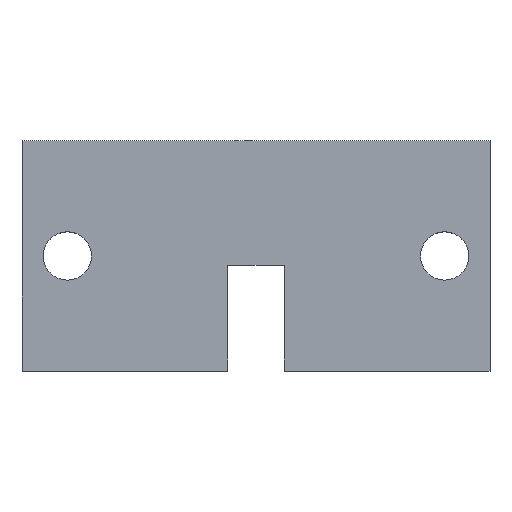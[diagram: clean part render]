
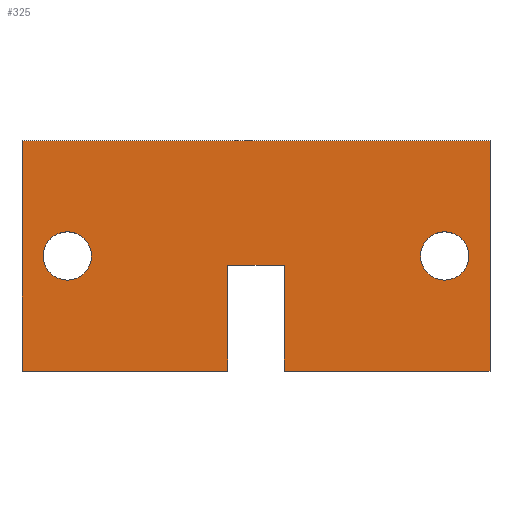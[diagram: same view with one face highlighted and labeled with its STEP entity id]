
A CAD part, top view. The second image highlights one B-rep face of the part: STEP entity #325.
In plain terms, the highlighted planar face has unit normal (0, 0, 1).
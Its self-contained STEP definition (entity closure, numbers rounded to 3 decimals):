
#14=DIRECTION('',(1.,0.,0.));
#15=VECTOR('',#14,13.843);
#16=CARTESIAN_POINT('',(-15.748,-7.747,3.048));
#17=LINE('',#16,#15);
#78=DIRECTION('',(0.,-1.,0.));
#79=VECTOR('',#78,7.112);
#80=CARTESIAN_POINT('',(-1.905,-0.635,3.048));
#81=LINE('',#80,#79);
#82=DIRECTION('',(0.,1.,0.));
#83=VECTOR('',#82,7.112);
#84=CARTESIAN_POINT('',(1.905,-7.747,3.048));
#85=LINE('',#84,#83);
#86=DIRECTION('',(-1.,0.,0.));
#87=VECTOR('',#86,3.81);
#88=CARTESIAN_POINT('',(1.905,-0.635,3.048));
#89=LINE('',#88,#87);
#90=CARTESIAN_POINT('',(12.7,0.,3.048));
#91=DIRECTION('',(0.,0.,1.));
#92=DIRECTION('',(-1.,0.,0.));
#93=AXIS2_PLACEMENT_3D('',#90,#91,#92);
#95=CARTESIAN_POINT('',(12.7,0.,3.048));
#96=DIRECTION('',(0.,0.,1.));
#97=DIRECTION('',(1.,0.,0.));
#98=AXIS2_PLACEMENT_3D('',#95,#96,#97);
#100=CARTESIAN_POINT('',(-12.7,0.,3.048));
#101=DIRECTION('',(0.,0.,1.));
#102=DIRECTION('',(-1.,0.,0.));
#103=AXIS2_PLACEMENT_3D('',#100,#101,#102);
#105=CARTESIAN_POINT('',(-12.7,0.,3.048));
#106=DIRECTION('',(0.,0.,1.));
#107=DIRECTION('',(1.,0.,0.));
#108=AXIS2_PLACEMENT_3D('',#105,#106,#107);
#110=DIRECTION('',(0.,-1.,0.));
#111=VECTOR('',#110,15.494);
#112=CARTESIAN_POINT('',(-15.748,7.747,3.048));
#113=LINE('',#112,#111);
#118=DIRECTION('',(-1.,0.,0.));
#119=VECTOR('',#118,31.496);
#120=CARTESIAN_POINT('',(15.748,7.747,3.048));
#121=LINE('',#120,#119);
#126=DIRECTION('',(0.,1.,0.));
#127=VECTOR('',#126,15.494);
#128=CARTESIAN_POINT('',(15.748,-7.747,3.048));
#129=LINE('',#128,#127);
#134=DIRECTION('',(1.,0.,0.));
#135=VECTOR('',#134,13.843);
#136=CARTESIAN_POINT('',(1.905,-7.747,3.048));
#137=LINE('',#136,#135);
#170=CARTESIAN_POINT('',(-15.748,-7.747,3.048));
#171=VERTEX_POINT('',#170);
#172=CARTESIAN_POINT('',(-1.905,-7.747,3.048));
#173=VERTEX_POINT('',#172);
#194=CARTESIAN_POINT('',(14.326,0.,3.048));
#195=CARTESIAN_POINT('',(11.074,0.,3.048));
#196=VERTEX_POINT('',#194);
#197=VERTEX_POINT('',#195);
#198=CARTESIAN_POINT('',(-1.905,-0.635,3.048));
#199=VERTEX_POINT('',#198);
#200=CARTESIAN_POINT('',(-15.748,7.747,3.048));
#201=VERTEX_POINT('',#200);
#202=CARTESIAN_POINT('',(15.748,7.747,3.048));
#203=VERTEX_POINT('',#202);
#204=CARTESIAN_POINT('',(15.748,-7.747,3.048));
#205=VERTEX_POINT('',#204);
#206=CARTESIAN_POINT('',(1.905,-7.747,3.048));
#207=VERTEX_POINT('',#206);
#208=CARTESIAN_POINT('',(1.905,-0.635,3.048));
#209=VERTEX_POINT('',#208);
#210=CARTESIAN_POINT('',(-14.326,0.,3.048));
#211=CARTESIAN_POINT('',(-11.074,0.,3.048));
#212=VERTEX_POINT('',#210);
#213=VERTEX_POINT('',#211);
#293=CARTESIAN_POINT('',(0.,0.,3.048));
#294=DIRECTION('',(0.,0.,1.));
#295=DIRECTION('',(1.,0.,0.));
#296=AXIS2_PLACEMENT_3D('',#293,#294,#295);
#297=PLANE('',#296);
#298=ORIENTED_EDGE('',*,*,#286,.T.);
#299=ORIENTED_EDGE('',*,*,#223,.F.);
#301=ORIENTED_EDGE('',*,*,#300,.F.);
#303=ORIENTED_EDGE('',*,*,#302,.F.);
#305=ORIENTED_EDGE('',*,*,#304,.F.);
#307=ORIENTED_EDGE('',*,*,#306,.F.);
#309=ORIENTED_EDGE('',*,*,#308,.T.);
#310=ORIENTED_EDGE('',*,*,#273,.T.);
#311=EDGE_LOOP('',(#298,#299,#301,#303,#305,#307,#309,#310));
#312=FACE_OUTER_BOUND('',#311,.F.);
#314=ORIENTED_EDGE('',*,*,#313,.T.);
#316=ORIENTED_EDGE('',*,*,#315,.T.);
#317=EDGE_LOOP('',(#314,#316));
#318=FACE_BOUND('',#317,.F.);
#320=ORIENTED_EDGE('',*,*,#319,.T.);
#322=ORIENTED_EDGE('',*,*,#321,.T.);
#323=EDGE_LOOP('',(#320,#322));
#324=FACE_BOUND('',#323,.F.);
#325=ADVANCED_FACE('',(#312,#318,#324),#297,.T.);
#94=CIRCLE('',#93,1.626);
#99=CIRCLE('',#98,1.626);
#104=CIRCLE('',#103,1.626);
#109=CIRCLE('',#108,1.626);
#223=EDGE_CURVE('',#171,#173,#17,.T.);
#273=EDGE_CURVE('',#209,#199,#89,.T.);
#286=EDGE_CURVE('',#199,#173,#81,.T.);
#300=EDGE_CURVE('',#201,#171,#113,.T.);
#302=EDGE_CURVE('',#203,#201,#121,.T.);
#304=EDGE_CURVE('',#205,#203,#129,.T.);
#306=EDGE_CURVE('',#207,#205,#137,.T.);
#308=EDGE_CURVE('',#207,#209,#85,.T.);
#313=EDGE_CURVE('',#197,#196,#94,.T.);
#315=EDGE_CURVE('',#196,#197,#99,.T.);
#319=EDGE_CURVE('',#212,#213,#104,.T.);
#321=EDGE_CURVE('',#213,#212,#109,.T.);
